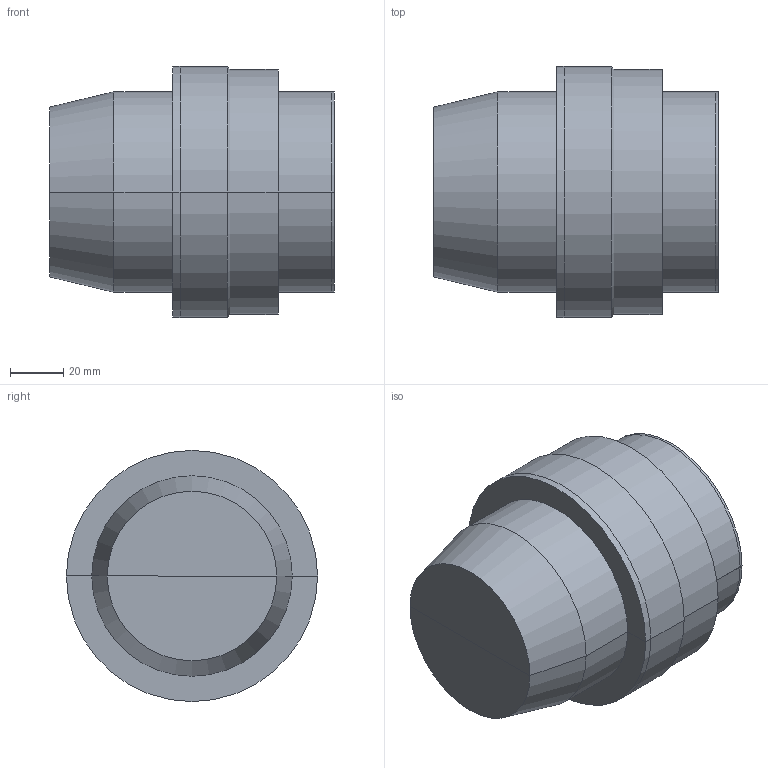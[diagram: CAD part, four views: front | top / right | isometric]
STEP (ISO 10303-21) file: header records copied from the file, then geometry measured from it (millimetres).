
FILE_DESCRIPTION(/* description */ (''),/* implementation_level */ '2;1');
FILE_NAME(/* name */ 'Plumbing_Joints_Aignep_Straight-Male-Adaptor-90010-3DView-Preview',/* time_stamp */ '2025-08-20T22:16:09+03:00',/* author */ (''),/* organization */ (''),/* preprocessor_version */ 'ST-DEVELOPER v20',/* originating_system */ '',/* authorisation */ '');
FILE_SCHEMA (('AP242_MANAGED_MODEL_BASED_3D_ENGINEERING_MIM_LF { 1 0 10303 442 1 1 4 }'));
Length unit declared in the file: millimetre
Products named in the file (6): TopLevelAssembly; Model Lines; Model Lines_1; Model Lines_2; Revolve; Revolve_1
Assembly tree (5 placements, depth 2):
  TopLevelAssembly
    Model Lines
    Model Lines_1
    Model Lines_2
    Revolve
    Revolve_1
Bounding box: 106.5 x 94 x 94 mm (x, y, z)
Surface area: 77490.3 mm2
Topology: 2 solids, 2 shells, 48 faces, 91 edges, 50 vertices
Faces by surface type: cylinder 20, plane 16, bspline 12
Entity records: 1407 total; most frequent: CARTESIAN_POINT 308, DIRECTION 229, ORIENTED_EDGE 176, AXIS2_PLACEMENT_3D 91, EDGE_CURVE 88, FACE_OUTER_BOUND 48, EDGE_LOOP 48, STYLED_ITEM 48
